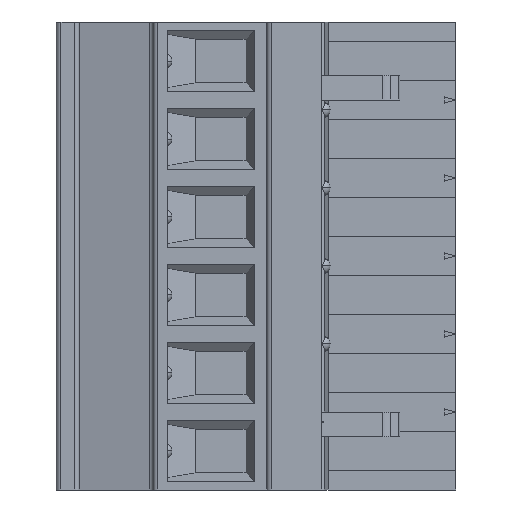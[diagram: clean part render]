
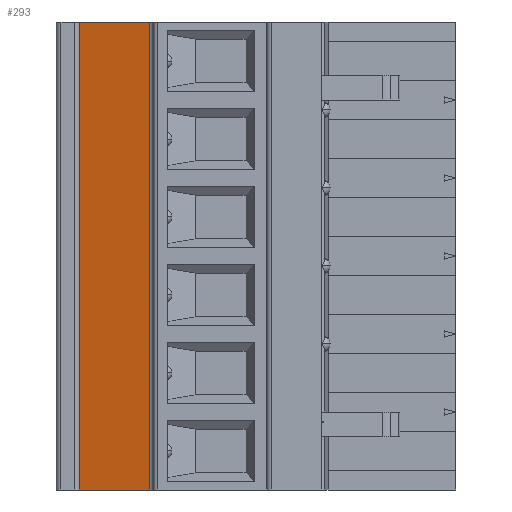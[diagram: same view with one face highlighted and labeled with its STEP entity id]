
A CAD part, left-side view. The second image highlights one B-rep face of the part: STEP entity #293.
In plain terms, the highlighted planar face has unit normal (-0.966, 0.259, 0).
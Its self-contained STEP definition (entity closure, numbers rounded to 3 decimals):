
#293=ADVANCED_FACE('',(#877),#878,.T.);
#877=FACE_OUTER_BOUND('',#1598,.T.);
#878=PLANE('',#1599);
#1598=EDGE_LOOP('',(#3548,#3549,#3550,#3551));
#1599=AXIS2_PLACEMENT_3D('',#3552,#3553,#3554);
#3548=ORIENTED_EDGE('',*,*,#4805,.F.);
#3549=ORIENTED_EDGE('',*,*,#4875,.F.);
#3550=ORIENTED_EDGE('',*,*,#5226,.F.);
#3551=ORIENTED_EDGE('',*,*,#5258,.F.);
#3552=CARTESIAN_POINT('',(-5.265,16.2,-27.94));
#3553=DIRECTION('',(-0.966,0.259,0.));
#3554=DIRECTION('',(0.,0.0,1.0));
#4805=EDGE_CURVE('',#5867,#5868,#5869,.T.);
#4875=EDGE_CURVE('',#5995,#5867,#5997,.T.);
#5226=EDGE_CURVE('',#6542,#5995,#6543,.T.);
#5258=EDGE_CURVE('',#5868,#6542,#6594,.T.);
#5867=VERTEX_POINT('',#7639);
#5868=VERTEX_POINT('',#7640);
#5869=LINE('',#7641,#7642);
#5995=VERTEX_POINT('',#7882);
#5997=LINE('',#7885,#7886);
#6542=VERTEX_POINT('',#8870);
#6543=LINE('',#8871,#8872);
#6594=LINE('',#8950,#8951);
#7639=CARTESIAN_POINT('',(-6.492,11.622,0.));
#7640=CARTESIAN_POINT('',(-6.492,11.622,-30.48));
#7641=CARTESIAN_POINT('',(-6.492,11.622,-27.94));
#7642=VECTOR('',#9877,1.0);
#7882=CARTESIAN_POINT('',(-5.265,16.2,0.));
#7885=CARTESIAN_POINT('',(-19.049,-35.243,0.));
#7886=VECTOR('',#9978,1.0);
#8870=CARTESIAN_POINT('',(-5.265,16.2,-30.48));
#8871=CARTESIAN_POINT('',(-5.265,16.2,-27.94));
#8872=VECTOR('',#10520,1.0);
#8950=CARTESIAN_POINT('',(-19.049,-35.243,-30.48));
#8951=VECTOR('',#10560,1.0);
#9877=DIRECTION('',(0.,0.0,-1.0));
#9978=DIRECTION('',(-0.259,-0.966,0.));
#10520=DIRECTION('',(0.,0.0,1.0));
#10560=DIRECTION('',(0.259,0.966,0.));
